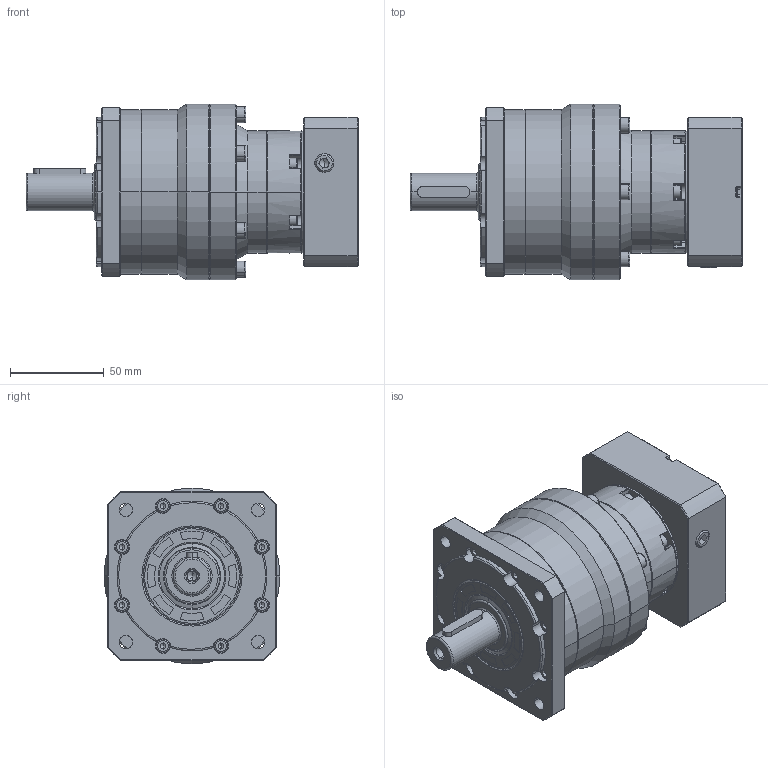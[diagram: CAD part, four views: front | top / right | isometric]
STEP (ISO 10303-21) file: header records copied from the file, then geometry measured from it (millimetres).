
FILE_DESCRIPTION (( 'STEP AP214' ), '1' );
FILE_NAME ('FGA080M1-L2-19-70-90-M5-42.STEP', '2020-12-18T08:31:30', ( '' ), ( '' ), 'SwSTEP 2.0', 'SolidWorks 2014', '' );
FILE_SCHEMA (( 'AUTOMOTIVE_DESIGN' ));
Length unit declared in the file: millimetre
Products named in the file (16): curved single coil spring lock washers gb(GB_FASTENER_WASHER_CSLW 4)-3; 怀堤俴陎殤FAB090-20粣-3; hexagon socket head cap screws gb(GB_FASTENER_SCREWS_HSHCS M4X16-N); 13-输入法兰FAD064M1-70X30XM6-200525; 输入太阳齿轮060M1-19-1; 坶踡遠23-43.5-12(1)-1; 蚐猾30526-3; 6-输入端壳体FAD064M1-1; FGA080M1-L2-19-70-90-M5-42; 一级内齿圈壳体FAD064D-Z108-2; hex socket set screws with cone point gb(GB_FASTENER_SCREWS_HSCP M10X10-N)-2; FG080内齿圈-3; FGA080怀堤傷褲极-2; hexagon socket head cap screws gb(GB_FASTENER_SCREWS_HSHCS M4X20-N)-3; A倰す瑩 6-28-3; hexagon socket head cap screws gb(GB_FASTENER_SCREWS_HSHCS M5X16-N)
Assembly tree (46 placements, depth 2):
  FGA080M1-L2-19-70-90-M5-42
    A倰す瑩 6-28-3
    FG080内齿圈-3
    FGA080怀堤傷褲极-2
    怀堤俴陎殤FAB090-20粣-3
    蚐猾30526-3
    hexagon socket head cap screws gb(GB_FASTENER_SCREWS_HSHCS M4X20-N)-3  x15
    curved single coil spring lock washers gb(GB_FASTENER_WASHER_CSLW 4)-3  x8
    6-输入端壳体FAD064M1-1
    13-输入法兰FAD064M1-70X30XM6-200525
    输入太阳齿轮060M1-19-1
    坶踡遠23-43.5-12(1)-1
    hex socket set screws with cone point gb(GB_FASTENER_SCREWS_HSCP M10X10-N)-2
    一级内齿圈壳体FAD064D-Z108-2
    hexagon socket head cap screws gb(GB_FASTENER_SCREWS_HSHCS M5X16-N)  x6
    hexagon socket head cap screws gb(GB_FASTENER_SCREWS_HSHCS M4X16-N)  x6
Bounding box: 177.5 x 94 x 94 mm (x, y, z)
Volume: 711216.7 mm3; surface area: 150227 mm2
Topology: 47 solids, 47 shells, 1549 faces, 3645 edges, 2194 vertices
Faces by surface type: plane 650, cylinder 422, cone 276, torus 158, bspline 43
Entity records: 34701 total; most frequent: CARTESIAN_POINT 13245, DIRECTION 4612, ORIENTED_EDGE 4162, EDGE_CURVE 2081, AXIS2_PLACEMENT_3D 1887, VERTEX_POINT 1290, CIRCLE 1002, EDGE_LOOP 991
